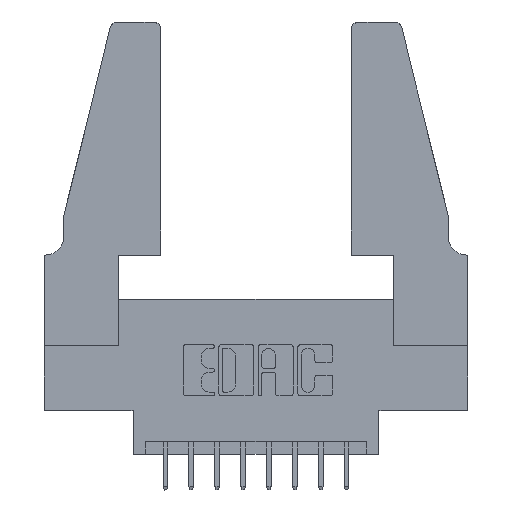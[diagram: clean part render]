
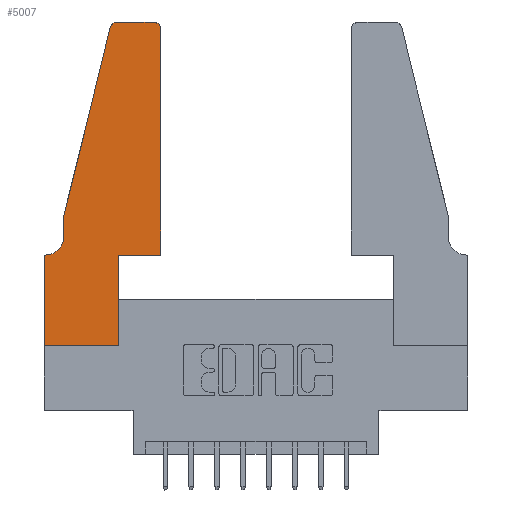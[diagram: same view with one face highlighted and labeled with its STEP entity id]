
A CAD part, top view. The second image highlights one B-rep face of the part: STEP entity #5007.
In plain terms, the highlighted planar face has unit normal (0, 0, 1).
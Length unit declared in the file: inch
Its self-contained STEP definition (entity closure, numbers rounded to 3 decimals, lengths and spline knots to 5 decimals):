
#631 = DIRECTION ( 'NONE',  ( 0., 0., 1. ) ) ;
#673 = VERTEX_POINT ( 'NONE', #2786 ) ;
#783 = EDGE_CURVE ( 'NONE', #7965, #1713, #7379, .T. ) ;
#788 = VERTEX_POINT ( 'NONE', #3580 ) ;
#1040 = CARTESIAN_POINT ( 'NONE',  ( 0., 0.35, 0.37 ) ) ;
#1127 = CARTESIAN_POINT ( 'NONE',  ( 0.4205, 1.22, 0.37 ) ) ;
#1209 = DIRECTION ( 'NONE',  ( 0., 1., 0. ) ) ;
#1248 = EDGE_CURVE ( 'NONE', #2235, #7304, #7214, .T. ) ;
#1286 = ORIENTED_EDGE ( 'NONE', *, *, #6047, .T. ) ;
#1713 = VERTEX_POINT ( 'NONE', #2178 ) ;
#1790 = DIRECTION ( 'NONE',  ( 0., 0., -1. ) ) ;
#1936 = EDGE_CURVE ( 'NONE', #673, #2235, #4586, .T. ) ;
#2010 = LINE ( 'NONE', #10085, #9749 ) ;
#2177 = LINE ( 'NONE', #12412, #5811 ) ;
#2178 = CARTESIAN_POINT ( 'NONE',  ( 0.4505, 1.22, 0.37 ) ) ;
#2211 = DIRECTION ( 'NONE',  ( 1., 0., 0. ) ) ;
#2227 = CARTESIAN_POINT ( 'NONE',  ( 0.4505, 0.35, 0.37 ) ) ;
#2235 = VERTEX_POINT ( 'NONE', #11807 ) ;
#2437 = CARTESIAN_POINT ( 'NONE',  ( 0.284, 1.22, 0.37 ) ) ;
#2786 = CARTESIAN_POINT ( 'NONE',  ( 0.284, 1.25, 0.37 ) ) ;
#2962 = DIRECTION ( 'NONE',  ( 0., -1., 0. ) ) ;
#3013 = EDGE_LOOP ( 'NONE', ( #7600, #7950, #12893, #7796, #7189, #5258, #8076, #7086, #4581, #1286, #12928, #11355 ) ) ;
#3152 = VERTEX_POINT ( 'NONE', #4418 ) ;
#3244 = CARTESIAN_POINT ( 'NONE',  ( 0.0755, 0.35, 0.37 ) ) ;
#3401 = EDGE_CURVE ( 'NONE', #6583, #10825, #3958, .T. ) ;
#3501 = LINE ( 'NONE', #4424, #10414 ) ;
#3580 = CARTESIAN_POINT ( 'NONE',  ( 0.4205, 1.25, 0.37 ) ) ;
#3746 = VERTEX_POINT ( 'NONE', #10183 ) ;
#3892 = PLANE ( 'NONE',  #12933 ) ;
#3949 = VERTEX_POINT ( 'NONE', #5280 ) ;
#3958 = LINE ( 'NONE', #5159, #11885 ) ;
#4020 = DIRECTION ( 'NONE',  ( 1., 0., 0. ) ) ;
#4141 = CARTESIAN_POINT ( 'NONE',  ( 0.0055, 0.35, 0.37 ) ) ;
#4418 = CARTESIAN_POINT ( 'NONE',  ( 0., 0.35, 0.37 ) ) ;
#4424 = CARTESIAN_POINT ( 'NONE',  ( 0.4505, 0.35, 0.37 ) ) ;
#4446 = DIRECTION ( 'NONE',  ( 0., -1., 0. ) ) ;
#4536 = EDGE_CURVE ( 'NONE', #3152, #6583, #2010, .T. ) ;
#4581 = ORIENTED_EDGE ( 'NONE', *, *, #5873, .T. ) ;
#4586 = CIRCLE ( 'NONE', #13113, 0.03 ) ;
#4944 = DIRECTION ( 'NONE',  ( -1., 0., 0. ) ) ;
#5007 = ADVANCED_FACE ( 'NONE', ( #11182 ), #3892, .T. ) ;
#5159 = CARTESIAN_POINT ( 'NONE',  ( 0., 0., 0.37 ) ) ;
#5200 = CARTESIAN_POINT ( 'NONE',  ( 0.2865, 0., 0.37 ) ) ;
#5258 = ORIENTED_EDGE ( 'NONE', *, *, #9808, .T. ) ;
#5280 = CARTESIAN_POINT ( 'NONE',  ( 0.0755, 0.42, 0.37 ) ) ;
#5474 = CARTESIAN_POINT ( 'NONE',  ( 0.0755, 0.5, 0.37 ) ) ;
#5560 = DIRECTION ( 'NONE',  ( 1., 0., 0. ) ) ;
#5811 = VECTOR ( 'NONE', #7464, 39.37008 ) ;
#5873 = EDGE_CURVE ( 'NONE', #10825, #3746, #10437, .T. ) ;
#5983 = DIRECTION ( 'NONE',  ( -0.239, -0.971, 0. ) ) ;
#6047 = EDGE_CURVE ( 'NONE', #3746, #7965, #3501, .T. ) ;
#6182 = VECTOR ( 'NONE', #11410, 39.37008 ) ;
#6346 = VECTOR ( 'NONE', #1209, 39.37008 ) ;
#6383 = EDGE_CURVE ( 'NONE', #3949, #8317, #12523, .T. ) ;
#6583 = VERTEX_POINT ( 'NONE', #6977 ) ;
#6591 = AXIS2_PLACEMENT_3D ( 'NONE', #12844, #1790, #4944 ) ;
#6914 = CARTESIAN_POINT ( 'NONE',  ( 0.4505, 0.35, 0.37 ) ) ;
#6977 = CARTESIAN_POINT ( 'NONE',  ( 0., 0., 0.37 ) ) ;
#7062 = VECTOR ( 'NONE', #4446, 39.37008 ) ;
#7086 = ORIENTED_EDGE ( 'NONE', *, *, #3401, .T. ) ;
#7126 = CARTESIAN_POINT ( 'NONE',  ( 0.0755, 0.5, 0.37 ) ) ;
#7189 = ORIENTED_EDGE ( 'NONE', *, *, #6383, .T. ) ;
#7214 = LINE ( 'NONE', #9117, #11343 ) ;
#7304 = VERTEX_POINT ( 'NONE', #7126 ) ;
#7311 = AXIS2_PLACEMENT_3D ( 'NONE', #1127, #8262, #2211 ) ;
#7379 = LINE ( 'NONE', #2227, #11873 ) ;
#7434 = EDGE_CURVE ( 'NONE', #7304, #3949, #9421, .T. ) ;
#7464 = DIRECTION ( 'NONE',  ( -1., 0., 0. ) ) ;
#7600 = ORIENTED_EDGE ( 'NONE', *, *, #11697, .T. ) ;
#7796 = ORIENTED_EDGE ( 'NONE', *, *, #7434, .T. ) ;
#7950 = ORIENTED_EDGE ( 'NONE', *, *, #1936, .T. ) ;
#7965 = VERTEX_POINT ( 'NONE', #6914 ) ;
#8076 = ORIENTED_EDGE ( 'NONE', *, *, #4536, .T. ) ;
#8262 = DIRECTION ( 'NONE',  ( 0., 0., 1. ) ) ;
#8317 = VERTEX_POINT ( 'NONE', #4141 ) ;
#8527 = DIRECTION ( 'NONE',  ( 0., 1., 0. ) ) ;
#9051 = DIRECTION ( 'NONE',  ( 1., 0., 0. ) ) ;
#9117 = CARTESIAN_POINT ( 'NONE',  ( 0.0755, 0.5, 0.37 ) ) ;
#9421 = LINE ( 'NONE', #5474, #7062 ) ;
#9749 = VECTOR ( 'NONE', #2962, 39.37008 ) ;
#9808 = EDGE_CURVE ( 'NONE', #8317, #3152, #12387, .T. ) ;
#10085 = CARTESIAN_POINT ( 'NONE',  ( 0., 0., 0.37 ) ) ;
#10183 = CARTESIAN_POINT ( 'NONE',  ( 0.2865, 0.35, 0.37 ) ) ;
#10414 = VECTOR ( 'NONE', #11549, 39.37008 ) ;
#10437 = LINE ( 'NONE', #12592, #6346 ) ;
#10825 = VERTEX_POINT ( 'NONE', #5200 ) ;
#11182 = FACE_OUTER_BOUND ( 'NONE', #3013, .T. ) ;
#11334 = EDGE_CURVE ( 'NONE', #1713, #788, #13025, .T. ) ;
#11343 = VECTOR ( 'NONE', #5983, 39.37008 ) ;
#11355 = ORIENTED_EDGE ( 'NONE', *, *, #11334, .T. ) ;
#11410 = DIRECTION ( 'NONE',  ( -1., 0., 0. ) ) ;
#11549 = DIRECTION ( 'NONE',  ( 1., 0., 0. ) ) ;
#11697 = EDGE_CURVE ( 'NONE', #788, #673, #2177, .T. ) ;
#11807 = CARTESIAN_POINT ( 'NONE',  ( 0.25487, 1.22718, 0.37 ) ) ;
#11873 = VECTOR ( 'NONE', #8527, 39.37008 ) ;
#11885 = VECTOR ( 'NONE', #9051, 39.37008 ) ;
#12117 = DIRECTION ( 'NONE',  ( 0., 0., 1. ) ) ;
#12387 = LINE ( 'NONE', #3244, #6182 ) ;
#12412 = CARTESIAN_POINT ( 'NONE',  ( 0.2605, 1.25, 0.37 ) ) ;
#12523 = CIRCLE ( 'NONE', #6591, 0.07 ) ;
#12592 = CARTESIAN_POINT ( 'NONE',  ( 0.2865, 0.35, 0.37 ) ) ;
#12844 = CARTESIAN_POINT ( 'NONE',  ( 0.0055, 0.42, 0.37 ) ) ;
#12893 = ORIENTED_EDGE ( 'NONE', *, *, #1248, .T. ) ;
#12928 = ORIENTED_EDGE ( 'NONE', *, *, #783, .T. ) ;
#12933 = AXIS2_PLACEMENT_3D ( 'NONE', #1040, #12117, #4020 ) ;
#13025 = CIRCLE ( 'NONE', #7311, 0.03 ) ;
#13113 = AXIS2_PLACEMENT_3D ( 'NONE', #2437, #631, #5560 ) ;
